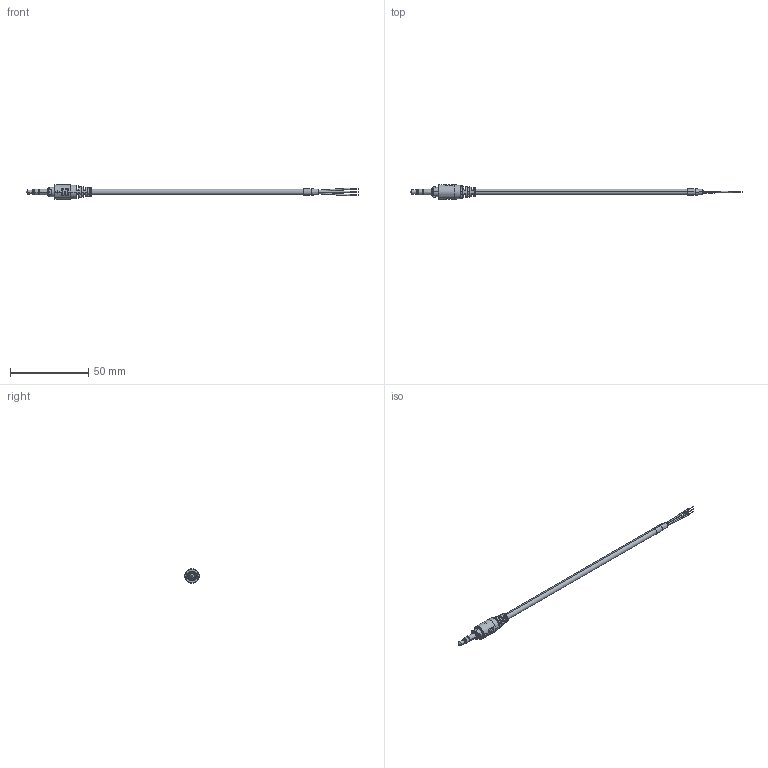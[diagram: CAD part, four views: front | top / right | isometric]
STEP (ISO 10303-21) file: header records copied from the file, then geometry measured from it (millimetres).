
FILE_DESCRIPTION (( 'STEP AP203' ), '1' );
FILE_NAME ('10-03405_revA.STEP', '2019-09-24T22:09:47', ( '' ), ( '' ), 'SwSTEP 2.0', 'SolidWorks 2015', '' );
FILE_SCHEMA (( 'CONFIG_CONTROL_DESIGN' ));
Length unit declared in the file: millimetre
Products named in the file (4): 30-00177_s + t; 50-00396; 10-03405_revA; 24-00265
Assembly tree (3 placements, depth 2):
  10-03405_revA
    30-00177_s + t
    24-00265
    50-00396
Bounding box: 212.04 x 9.4 x 9.1 mm (x, y, z)
Volume: 3153.1 mm3; surface area: 15418.7 mm2
Topology: 93 solids, 93 shells, 814 faces, 1765 edges, 1156 vertices
Faces by surface type: cylinder 378, plane 261, bspline 115, torus 43, cone 17
Entity records: 27467 total; most frequent: CARTESIAN_POINT 9349, DIRECTION 3707, ORIENTED_EDGE 3530, EDGE_CURVE 1765, AXIS2_PLACEMENT_3D 1609, VERTEX_POINT 1156, EDGE_LOOP 959, CIRCLE 904
